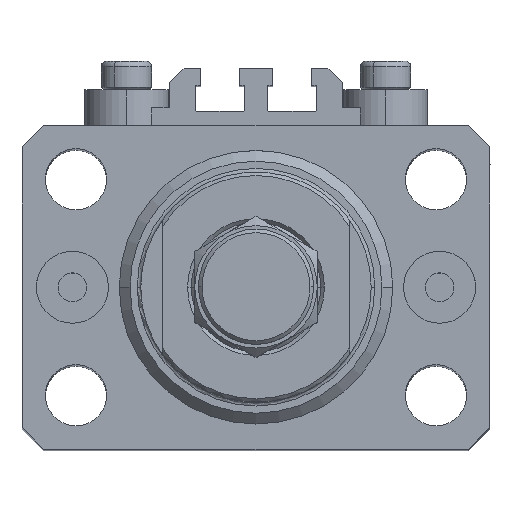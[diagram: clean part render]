
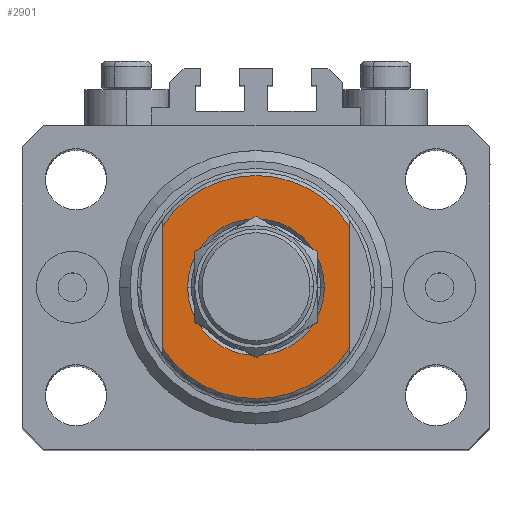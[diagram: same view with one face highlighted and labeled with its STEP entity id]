
A CAD part, top view. The second image highlights one B-rep face of the part: STEP entity #2901.
In plain terms, the highlighted face is planar.
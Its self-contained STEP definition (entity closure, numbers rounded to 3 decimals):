
#666 = CARTESIAN_POINT ( 'NONE',  ( -13., -43.081, -6.5 ) ) ;
#2272 = CIRCLE ( 'NONE', #15662, 15.5 ) ;
#2901 = ADVANCED_FACE ( 'NONE', ( #27934, #13397 ), #16598, .T. ) ;
#3705 = DIRECTION ( 'NONE',  ( 0., 0., 1. ) ) ;
#4929 = EDGE_LOOP ( 'NONE', ( #24759, #25947, #39324, #22548 ) ) ;
#5892 = ORIENTED_EDGE ( 'NONE', *, *, #42322, .T. ) ;
#5977 = DIRECTION ( 'NONE',  ( 0., 0., -1. ) ) ;
#6419 = CIRCLE ( 'NONE', #16671, 9.5 ) ;
#10148 = CARTESIAN_POINT ( 'NONE',  ( 0., 0., -6.5 ) ) ;
#10740 = CARTESIAN_POINT ( 'NONE',  ( 9.5, 0., -6.5 ) ) ;
#11086 = CARTESIAN_POINT ( 'NONE',  ( 0., 0., -6.5 ) ) ;
#11122 = DIRECTION ( 'NONE',  ( -1., 0., 0. ) ) ;
#11767 = VECTOR ( 'NONE', #28180, 1000. ) ;
#12929 = VERTEX_POINT ( 'NONE', #42755 ) ;
#13063 = DIRECTION ( 'NONE',  ( 0., 0., -1. ) ) ;
#13157 = CARTESIAN_POINT ( 'NONE',  ( 13., -43.081, -6.5 ) ) ;
#13397 = FACE_OUTER_BOUND ( 'NONE', #4929, .T. ) ;
#15003 = VERTEX_POINT ( 'NONE', #22228 ) ;
#15662 = AXIS2_PLACEMENT_3D ( 'NONE', #28570, #13063, #32025 ) ;
#16598 = PLANE ( 'NONE',  #37283 ) ;
#16671 = AXIS2_PLACEMENT_3D ( 'NONE', #10148, #3705, #11122 ) ;
#16867 = DIRECTION ( 'NONE',  ( 0., 0., -1. ) ) ;
#18292 = EDGE_LOOP ( 'NONE', ( #40703, #5892 ) ) ;
#18385 = VERTEX_POINT ( 'NONE', #26126 ) ;
#18931 = DIRECTION ( 'NONE',  ( 0., -1., 0. ) ) ;
#19299 = EDGE_CURVE ( 'NONE', #18385, #12929, #24252, .T. ) ;
#21099 = DIRECTION ( 'NONE',  ( 0., 0., 1. ) ) ;
#21339 = VERTEX_POINT ( 'NONE', #45275 ) ;
#22228 = CARTESIAN_POINT ( 'NONE',  ( -13., -8.441, -6.5 ) ) ;
#22548 = ORIENTED_EDGE ( 'NONE', *, *, #45565, .F. ) ;
#22918 = EDGE_CURVE ( 'NONE', #12929, #15003, #43877, .T. ) ;
#24252 = LINE ( 'NONE', #13157, #11767 ) ;
#24724 = CARTESIAN_POINT ( 'NONE',  ( 0., 0., -6.5 ) ) ;
#24752 = DIRECTION ( 'NONE',  ( -1., 0., 0. ) ) ;
#24759 = ORIENTED_EDGE ( 'NONE', *, *, #30380, .T. ) ;
#25947 = ORIENTED_EDGE ( 'NONE', *, *, #19299, .T. ) ;
#26126 = CARTESIAN_POINT ( 'NONE',  ( 13., 8.441, -6.5 ) ) ;
#26818 = CIRCLE ( 'NONE', #41019, 9.5 ) ;
#27934 = FACE_BOUND ( 'NONE', #18292, .T. ) ;
#28180 = DIRECTION ( 'NONE',  ( 0., -1., 0. ) ) ;
#28570 = CARTESIAN_POINT ( 'NONE',  ( 0., 0., -6.5 ) ) ;
#30380 = EDGE_CURVE ( 'NONE', #34803, #18385, #2272, .T. ) ;
#31625 = DIRECTION ( 'NONE',  ( -1., 0., 0. ) ) ;
#32025 = DIRECTION ( 'NONE',  ( -1., 0., 0. ) ) ;
#34803 = VERTEX_POINT ( 'NONE', #44701 ) ;
#35204 = AXIS2_PLACEMENT_3D ( 'NONE', #43517, #16867, #24752 ) ;
#37130 = DIRECTION ( 'NONE',  ( -1., 0., 0. ) ) ;
#37283 = AXIS2_PLACEMENT_3D ( 'NONE', #24724, #5977, #31625 ) ;
#38419 = EDGE_CURVE ( 'NONE', #21339, #45021, #26818, .T. ) ;
#39324 = ORIENTED_EDGE ( 'NONE', *, *, #22918, .T. ) ;
#40703 = ORIENTED_EDGE ( 'NONE', *, *, #38419, .T. ) ;
#41019 = AXIS2_PLACEMENT_3D ( 'NONE', #11086, #21099, #37130 ) ;
#41158 = LINE ( 'NONE', #666, #42007 ) ;
#42007 = VECTOR ( 'NONE', #18931, 1000. ) ;
#42322 = EDGE_CURVE ( 'NONE', #45021, #21339, #6419, .T. ) ;
#42755 = CARTESIAN_POINT ( 'NONE',  ( 13., -8.441, -6.5 ) ) ;
#43517 = CARTESIAN_POINT ( 'NONE',  ( 0., 0., -6.5 ) ) ;
#43877 = CIRCLE ( 'NONE', #35204, 15.5 ) ;
#44701 = CARTESIAN_POINT ( 'NONE',  ( -13., 8.441, -6.5 ) ) ;
#45021 = VERTEX_POINT ( 'NONE', #10740 ) ;
#45275 = CARTESIAN_POINT ( 'NONE',  ( -9.5, 0., -6.5 ) ) ;
#45565 = EDGE_CURVE ( 'NONE', #34803, #15003, #41158, .T. ) ;
